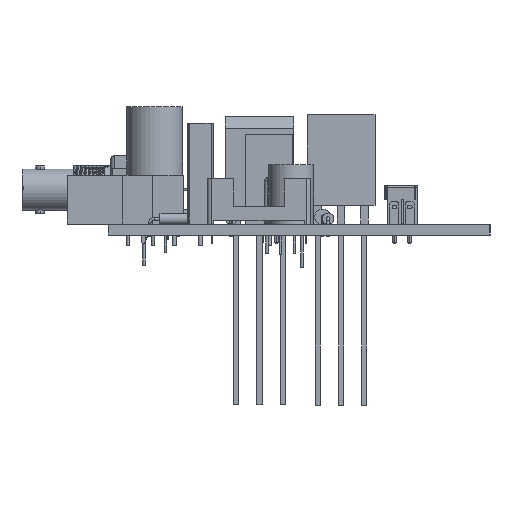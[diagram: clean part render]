
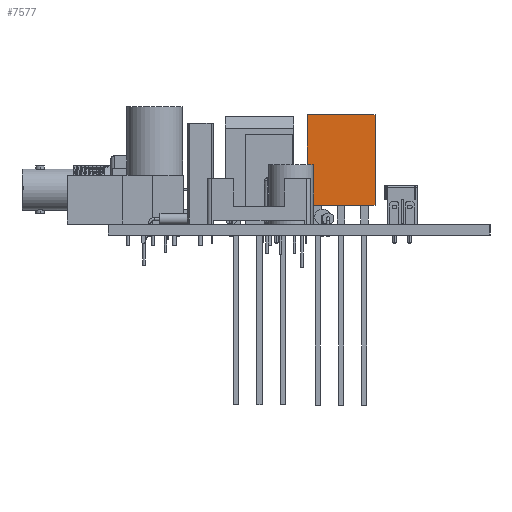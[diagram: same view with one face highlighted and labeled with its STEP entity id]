
A CAD part, left-side view. The second image highlights one B-rep face of the part: STEP entity #7577.
In plain terms, the highlighted face is planar.
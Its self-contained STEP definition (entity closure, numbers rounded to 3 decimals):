
#7441 = VERTEX_POINT('',#7442);
#7442 = CARTESIAN_POINT('',(0.,5.3,0.));
#7448 = EDGE_CURVE('',#7441,#7449,#7451,.T.);
#7449 = VERTEX_POINT('',#7450);
#7450 = CARTESIAN_POINT('',(0.,5.3,21.12));
#7451 = LINE('',#7452,#7453);
#7452 = CARTESIAN_POINT('',(0.,5.3,0.));
#7453 = VECTOR('',#7454,1.);
#7454 = DIRECTION('',(0.,0.,1.));
#7536 = VERTEX_POINT('',#7537);
#7537 = CARTESIAN_POINT('',(15.86,5.3,0.));
#7543 = EDGE_CURVE('',#7441,#7536,#7544,.T.);
#7544 = LINE('',#7545,#7546);
#7545 = CARTESIAN_POINT('',(0.,5.3,0.));
#7546 = VECTOR('',#7547,1.);
#7547 = DIRECTION('',(1.,0.,0.));
#7560 = VERTEX_POINT('',#7561);
#7561 = CARTESIAN_POINT('',(15.86,5.3,21.12));
#7567 = EDGE_CURVE('',#7449,#7560,#7568,.T.);
#7568 = LINE('',#7569,#7570);
#7569 = CARTESIAN_POINT('',(0.,5.3,21.12));
#7570 = VECTOR('',#7571,1.);
#7571 = DIRECTION('',(1.,0.,0.));
#7577 = ADVANCED_FACE('',(#7578),#7589,.T.);
#7578 = FACE_BOUND('',#7579,.T.);
#7579 = EDGE_LOOP('',(#7580,#7581,#7582,#7583));
#7580 = ORIENTED_EDGE('',*,*,#7543,.F.);
#7581 = ORIENTED_EDGE('',*,*,#7448,.T.);
#7582 = ORIENTED_EDGE('',*,*,#7567,.T.);
#7583 = ORIENTED_EDGE('',*,*,#7584,.F.);
#7584 = EDGE_CURVE('',#7536,#7560,#7585,.T.);
#7585 = LINE('',#7586,#7587);
#7586 = CARTESIAN_POINT('',(15.86,5.3,0.));
#7587 = VECTOR('',#7588,1.);
#7588 = DIRECTION('',(0.,0.,1.));
#7589 = PLANE('',#7590);
#7590 = AXIS2_PLACEMENT_3D('',#7591,#7592,#7593);
#7591 = CARTESIAN_POINT('',(0.,5.3,0.));
#7592 = DIRECTION('',(0.,1.,0.));
#7593 = DIRECTION('',(0.,0.,1.));
